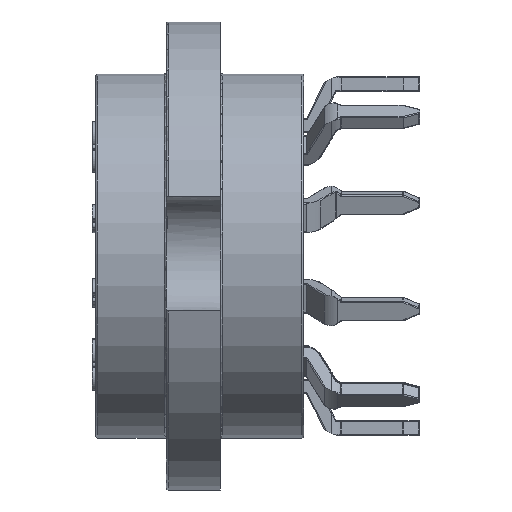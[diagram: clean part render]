
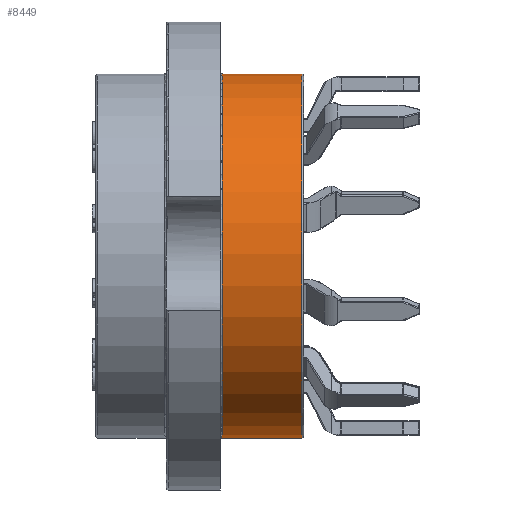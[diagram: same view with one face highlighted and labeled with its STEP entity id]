
A CAD part, left-side view. The second image highlights one B-rep face of the part: STEP entity #8449.
In plain terms, the highlighted cylindrical face has radius 8.75 mm (diameter 17.5 mm), a partial arc.
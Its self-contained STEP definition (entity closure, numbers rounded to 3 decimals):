
#308 = VERTEX_POINT('',#309);
#309 = CARTESIAN_POINT('',(0.,0.1,-8.75));
#324 = TOROIDAL_SURFACE('',#325,8.65,0.1);
#325 = AXIS2_PLACEMENT_3D('',#326,#327,#328);
#326 = CARTESIAN_POINT('',(0.,0.1,0.));
#327 = DIRECTION('',(0.,1.,0.));
#328 = DIRECTION('',(0.,0.,1.));
#337 = VERTEX_POINT('',#338);
#338 = CARTESIAN_POINT('',(0.,0.1,8.75));
#353 = CYLINDRICAL_SURFACE('',#354,8.75);
#354 = AXIS2_PLACEMENT_3D('',#355,#356,#357);
#355 = CARTESIAN_POINT('',(0.,4.,0.));
#356 = DIRECTION('',(0.,-1.,0.));
#357 = DIRECTION('',(0.,0.,-1.));
#1120 = VERTEX_POINT('',#1121);
#1121 = CARTESIAN_POINT('',(0.,3.9,-8.75));
#1122 = VERTEX_POINT('',#1123);
#1123 = CARTESIAN_POINT('',(0.,3.9,8.75));
#1150 = EDGE_CURVE('',#1122,#337,#1151,.T.);
#1151 = SURFACE_CURVE('',#1152,(#1156,#1163),.PCURVE_S1.);
#1152 = LINE('',#1153,#1154);
#1153 = CARTESIAN_POINT('',(0.,4.,8.75));
#1154 = VECTOR('',#1155,1.);
#1155 = DIRECTION('',(0.,-1.,0.));
#1156 = PCURVE('',#353,#1157);
#1157 = DEFINITIONAL_REPRESENTATION('',(#1158),#1162);
#1158 = LINE('',#1159,#1160);
#1159 = CARTESIAN_POINT('',(3.142,0.));
#1160 = VECTOR('',#1161,1.);
#1161 = DIRECTION('',(0.,1.));
#1162 = ( GEOMETRIC_REPRESENTATION_CONTEXT(2) 
PARAMETRIC_REPRESENTATION_CONTEXT() REPRESENTATION_CONTEXT('2D SPACE',''
  ) );
#1163 = PCURVE('',#1164,#1169);
#1164 = CYLINDRICAL_SURFACE('',#1165,8.75);
#1165 = AXIS2_PLACEMENT_3D('',#1166,#1167,#1168);
#1166 = CARTESIAN_POINT('',(0.,4.,0.));
#1167 = DIRECTION('',(0.,-1.,0.));
#1168 = DIRECTION('',(0.,0.,-1.));
#1169 = DEFINITIONAL_REPRESENTATION('',(#1170),#1174);
#1170 = LINE('',#1171,#1172);
#1171 = CARTESIAN_POINT('',(3.142,0.));
#1172 = VECTOR('',#1173,1.);
#1173 = DIRECTION('',(0.,1.));
#1174 = ( GEOMETRIC_REPRESENTATION_CONTEXT(2) 
PARAMETRIC_REPRESENTATION_CONTEXT() REPRESENTATION_CONTEXT('2D SPACE',''
  ) );
#1177 = EDGE_CURVE('',#1120,#308,#1178,.T.);
#1178 = SURFACE_CURVE('',#1179,(#1183,#1190),.PCURVE_S1.);
#1179 = LINE('',#1180,#1181);
#1180 = CARTESIAN_POINT('',(0.,4.,-8.75));
#1181 = VECTOR('',#1182,1.);
#1182 = DIRECTION('',(0.,-1.,0.));
#1183 = PCURVE('',#353,#1184);
#1184 = DEFINITIONAL_REPRESENTATION('',(#1185),#1189);
#1185 = LINE('',#1186,#1187);
#1186 = CARTESIAN_POINT('',(0.,0.));
#1187 = VECTOR('',#1188,1.);
#1188 = DIRECTION('',(0.,1.));
#1189 = ( GEOMETRIC_REPRESENTATION_CONTEXT(2) 
PARAMETRIC_REPRESENTATION_CONTEXT() REPRESENTATION_CONTEXT('2D SPACE',''
  ) );
#1190 = PCURVE('',#1164,#1191);
#1191 = DEFINITIONAL_REPRESENTATION('',(#1192),#1196);
#1192 = LINE('',#1193,#1194);
#1193 = CARTESIAN_POINT('',(6.283,0.));
#1194 = VECTOR('',#1195,1.);
#1195 = DIRECTION('',(0.,1.));
#1196 = ( GEOMETRIC_REPRESENTATION_CONTEXT(2) 
PARAMETRIC_REPRESENTATION_CONTEXT() REPRESENTATION_CONTEXT('2D SPACE',''
  ) );
#1892 = TOROIDAL_SURFACE('',#1893,8.85,0.1);
#1893 = AXIS2_PLACEMENT_3D('',#1894,#1895,#1896);
#1894 = CARTESIAN_POINT('',(0.,3.9,0.));
#1895 = DIRECTION('',(0.,-1.,0.));
#1896 = DIRECTION('',(0.,0.,-1.));
#2074 = EDGE_CURVE('',#1122,#1120,#2075,.T.);
#2075 = SURFACE_CURVE('',#2076,(#2081,#2088),.PCURVE_S1.);
#2076 = CIRCLE('',#2077,8.75);
#2077 = AXIS2_PLACEMENT_3D('',#2078,#2079,#2080);
#2078 = CARTESIAN_POINT('',(0.,3.9,0.));
#2079 = DIRECTION('',(0.,-1.,0.));
#2080 = DIRECTION('',(0.,0.,-1.));
#2081 = PCURVE('',#1892,#2082);
#2082 = DEFINITIONAL_REPRESENTATION('',(#2083),#2087);
#2083 = LINE('',#2084,#2085);
#2084 = CARTESIAN_POINT('',(0.,3.142));
#2085 = VECTOR('',#2086,1.);
#2086 = DIRECTION('',(1.,0.));
#2087 = ( GEOMETRIC_REPRESENTATION_CONTEXT(2) 
PARAMETRIC_REPRESENTATION_CONTEXT() REPRESENTATION_CONTEXT('2D SPACE',''
  ) );
#2088 = PCURVE('',#1164,#2089);
#2089 = DEFINITIONAL_REPRESENTATION('',(#2090),#2094);
#2090 = LINE('',#2091,#2092);
#2091 = CARTESIAN_POINT('',(0.,0.1));
#2092 = VECTOR('',#2093,1.);
#2093 = DIRECTION('',(1.,0.));
#2094 = ( GEOMETRIC_REPRESENTATION_CONTEXT(2) 
PARAMETRIC_REPRESENTATION_CONTEXT() REPRESENTATION_CONTEXT('2D SPACE',''
  ) );
#8449 = ADVANCED_FACE('',(#8450),#1164,.T.);
#8450 = FACE_BOUND('',#8451,.T.);
#8451 = EDGE_LOOP('',(#8452,#8453,#8454,#8455));
#8452 = ORIENTED_EDGE('',*,*,#1150,.F.);
#8453 = ORIENTED_EDGE('',*,*,#2074,.T.);
#8454 = ORIENTED_EDGE('',*,*,#1177,.T.);
#8455 = ORIENTED_EDGE('',*,*,#8456,.T.);
#8456 = EDGE_CURVE('',#308,#337,#8457,.T.);
#8457 = SURFACE_CURVE('',#8458,(#8463,#8470),.PCURVE_S1.);
#8458 = CIRCLE('',#8459,8.75);
#8459 = AXIS2_PLACEMENT_3D('',#8460,#8461,#8462);
#8460 = CARTESIAN_POINT('',(0.,0.1,0.));
#8461 = DIRECTION('',(0.,1.,0.));
#8462 = DIRECTION('',(0.,0.,1.));
#8463 = PCURVE('',#1164,#8464);
#8464 = DEFINITIONAL_REPRESENTATION('',(#8465),#8469);
#8465 = LINE('',#8466,#8467);
#8466 = CARTESIAN_POINT('',(9.425,3.9));
#8467 = VECTOR('',#8468,1.);
#8468 = DIRECTION('',(-1.,0.));
#8469 = ( GEOMETRIC_REPRESENTATION_CONTEXT(2) 
PARAMETRIC_REPRESENTATION_CONTEXT() REPRESENTATION_CONTEXT('2D SPACE',''
  ) );
#8470 = PCURVE('',#324,#8471);
#8471 = DEFINITIONAL_REPRESENTATION('',(#8472),#8476);
#8472 = LINE('',#8473,#8474);
#8473 = CARTESIAN_POINT('',(0.,6.283));
#8474 = VECTOR('',#8475,1.);
#8475 = DIRECTION('',(1.,0.));
#8476 = ( GEOMETRIC_REPRESENTATION_CONTEXT(2) 
PARAMETRIC_REPRESENTATION_CONTEXT() REPRESENTATION_CONTEXT('2D SPACE',''
  ) );
